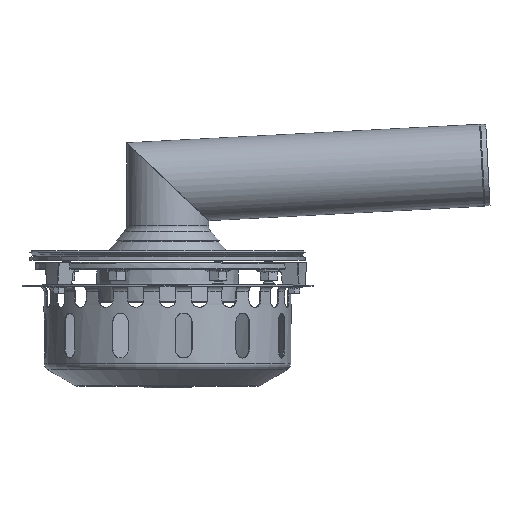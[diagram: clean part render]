
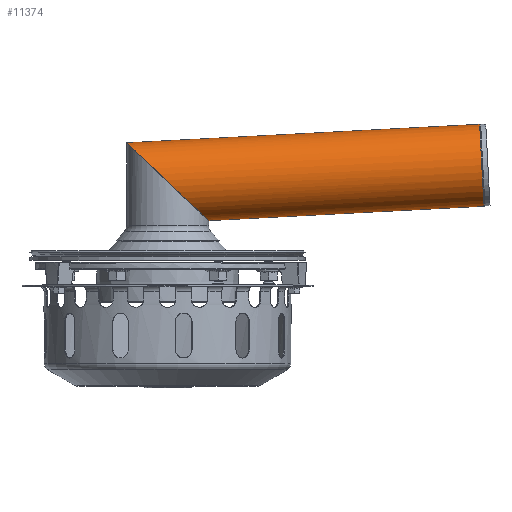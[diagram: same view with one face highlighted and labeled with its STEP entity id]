
A CAD part, top view. The second image highlights one B-rep face of the part: STEP entity #11374.
In plain terms, the highlighted cylindrical face has radius 36.5 mm (diameter 73 mm), a full revolution.
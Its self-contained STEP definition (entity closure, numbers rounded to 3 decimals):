
#918=ELLIPSE('',#13712,50.319,36.5);
#949=CYLINDRICAL_SURFACE('',#13711,36.5);
#1399=FACE_OUTER_BOUND('',#2192,.T.);
#2192=EDGE_LOOP('',(#7233,#7234,#7235,#7236,#7237));
#3100=CIRCLE('',#13706,36.5);
#3101=CIRCLE('',#13707,36.5);
#3872=VERTEX_POINT('',#19216);
#3873=VERTEX_POINT('',#19218);
#3875=VERTEX_POINT('',#19227);
#5155=EDGE_CURVE('',#3872,#3873,#3100,.T.);
#5156=EDGE_CURVE('',#3873,#3872,#3101,.T.);
#5160=EDGE_CURVE('',#3873,#3875,#12215,.T.);
#5161=EDGE_CURVE('',#3875,#3875,#918,.T.);
#7233=ORIENTED_EDGE('',*,*,#5155,.F.);
#7234=ORIENTED_EDGE('',*,*,#5156,.F.);
#7235=ORIENTED_EDGE('',*,*,#5160,.T.);
#7236=ORIENTED_EDGE('',*,*,#5161,.F.);
#7237=ORIENTED_EDGE('',*,*,#5160,.F.);
#11374=ADVANCED_FACE('',(#1399),#949,.T.);
#12215=LINE('',#19228,#12947);
#12947=VECTOR('',#15346,36.5);
#13706=AXIS2_PLACEMENT_3D('',#19219,#15333,#15334);
#13707=AXIS2_PLACEMENT_3D('',#19220,#15335,#15336);
#13711=AXIS2_PLACEMENT_3D('',#19226,#15344,#15345);
#13712=AXIS2_PLACEMENT_3D('',#19229,#15347,#15348);
#15333=DIRECTION('center_axis',(0.999,0.052,0.));
#15334=DIRECTION('ref_axis',(0.052,-0.999,0.));
#15335=DIRECTION('center_axis',(0.999,0.052,0.));
#15336=DIRECTION('ref_axis',(0.052,-0.999,0.));
#15344=DIRECTION('center_axis',(0.999,0.052,0.));
#15345=DIRECTION('ref_axis',(-0.052,0.999,0.));
#15346=DIRECTION('',(-0.999,-0.052,0.));
#15347=DIRECTION('center_axis',(-0.688,-0.725,0.));
#15348=DIRECTION('ref_axis',(-0.725,0.688,0.));
#19216=CARTESIAN_POINT('',(279.571,14.652,-36.5));
#19218=CARTESIAN_POINT('',(281.481,-21.798,0.));
#19219=CARTESIAN_POINT('Origin',(279.571,14.652,0.));
#19220=CARTESIAN_POINT('Origin',(279.571,14.652,0.));
#19226=CARTESIAN_POINT('Origin',(111.411,5.839,0.));
#19227=CARTESIAN_POINT('',(36.5,-34.637,0.));
#19228=CARTESIAN_POINT('',(113.322,-30.611,0.));
#19229=CARTESIAN_POINT('Origin',(0.,0.,
0.));
